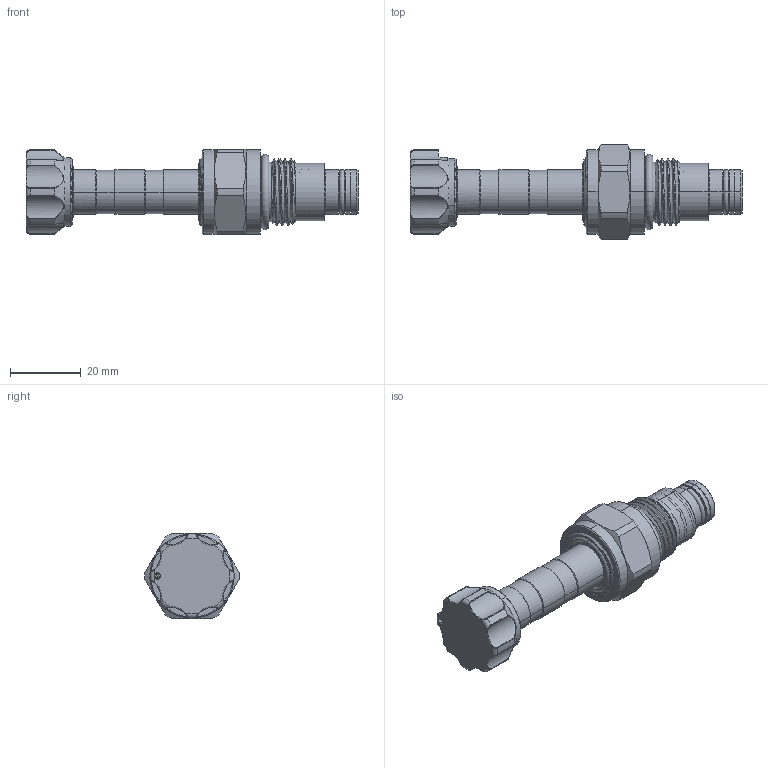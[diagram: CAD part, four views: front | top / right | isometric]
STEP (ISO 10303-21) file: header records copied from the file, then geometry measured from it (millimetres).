
FILE_DESCRIPTION (( 'STEP AP203' ), '1' );
FILE_NAME ('EP08W2A07N85.STEP', '2024-12-04T03:06:48', ( '' ), ( '' ), 'SwSTEP 2.0', 'SolidWorks 2018', '' );
FILE_SCHEMA (( 'CONFIG_CONTROL_DESIGN' ));
Length unit declared in the file: millimetre
Products named in the file (1): EP08W2A07N85
Bounding box: 93.7 x 26.66 x 24 mm (x, y, z)
Volume: 22170.6 mm3; surface area: 8054.4 mm2
Topology: 2 solids, 2 shells, 289 faces, 721 edges, 448 vertices
Faces by surface type: cylinder 141, plane 43, cone 37, bspline 37, torus 31
Entity records: 16394 total; most frequent: CARTESIAN_POINT 9802, ORIENTED_EDGE 1438, DIRECTION 1298, EDGE_CURVE 719, AXIS2_PLACEMENT_3D 550, VERTEX_POINT 448, EDGE_LOOP 307, CIRCLE 297
